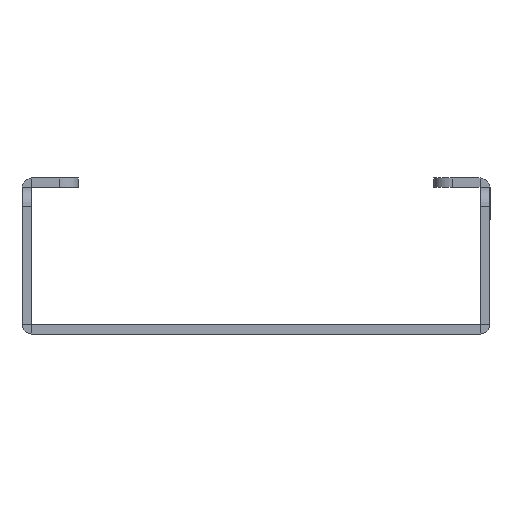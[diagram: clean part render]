
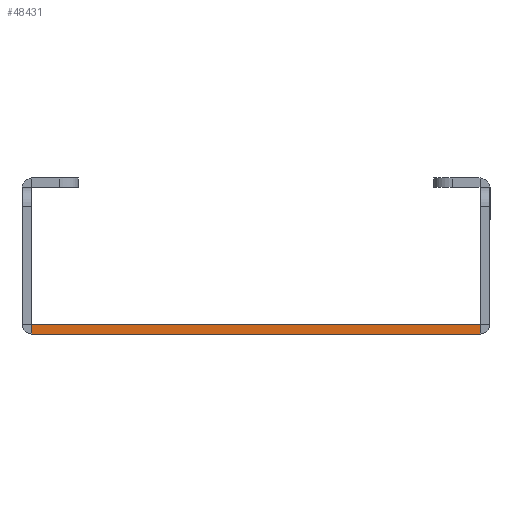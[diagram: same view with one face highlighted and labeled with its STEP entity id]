
A CAD part, left-side view. The second image highlights one B-rep face of the part: STEP entity #48431.
In plain terms, the highlighted planar face has unit normal (-1, 0, 0).
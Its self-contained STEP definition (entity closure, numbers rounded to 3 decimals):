
#11605 = EDGE_CURVE ( 'NONE', #51759, #51758, #18599, .T. ) ;
#18286 = CARTESIAN_POINT ( 'NONE',  ( -748.5, 36., 0. ) ) ;
#18289 = DIRECTION ( 'NONE',  ( 0., -1., 0. ) ) ;
#18599 = LINE ( 'NONE', #18286, #18618 ) ;
#18618 = VECTOR ( 'NONE', #18289, 1000. ) ;
#29744 = AXIS2_PLACEMENT_3D ( 'NONE', #30778, #30788, #30789 ) ;
#30462 = FACE_OUTER_BOUND ( 'NONE', #50698, .T. ) ;
#30778 = CARTESIAN_POINT ( 'NONE',  ( -748.5, 36., 1.5 ) ) ;
#30783 = PLANE ( 'NONE',  #29744 ) ;
#30788 = DIRECTION ( 'NONE',  ( 1., 0., 0. ) ) ;
#30789 = DIRECTION ( 'NONE',  ( 0., 0., -1. ) ) ;
#36634 = CARTESIAN_POINT ( 'NONE',  ( -748.5, -35.9, 0. ) ) ;
#36635 = CARTESIAN_POINT ( 'NONE',  ( -748.5, 35.9, 0. ) ) ;
#38652 = CARTESIAN_POINT ( 'NONE',  ( -748.5, 35.9, 1.5 ) ) ;
#38653 = CARTESIAN_POINT ( 'NONE',  ( -748.5, -35.9, 1.5 ) ) ;
#42249 = CARTESIAN_POINT ( 'NONE',  ( -748.5, 36., 1.5 ) ) ;
#42250 = DIRECTION ( 'NONE',  ( 0., -1., 0. ) ) ;
#42444 = LINE ( 'NONE', #42249, #42445 ) ;
#42445 = VECTOR ( 'NONE', #42250, 1000. ) ;
#45685 = CARTESIAN_POINT ( 'NONE',  ( -748.5, 35.9, 1.5 ) ) ;
#45686 = DIRECTION ( 'NONE',  ( 0., 0., -1. ) ) ;
#45696 = CARTESIAN_POINT ( 'NONE',  ( -748.5, -35.9, 1.5 ) ) ;
#45697 = DIRECTION ( 'NONE',  ( 0., 0., -1. ) ) ;
#46430 = LINE ( 'NONE', #45685, #46438 ) ;
#46438 = VECTOR ( 'NONE', #45686, 1000. ) ;
#46444 = LINE ( 'NONE', #45696, #46445 ) ;
#46445 = VECTOR ( 'NONE', #45697, 1000. ) ;
#48431 = ADVANCED_FACE ( 'NONE', ( #30462 ), #30783, .F. ) ;
#50698 = EDGE_LOOP ( 'NONE', ( #56732, #56734, #56736, #56738 ) ) ;
#51758 = VERTEX_POINT ( 'NONE', #36634 ) ;
#51759 = VERTEX_POINT ( 'NONE', #36635 ) ;
#52931 = VERTEX_POINT ( 'NONE', #38652 ) ;
#52932 = VERTEX_POINT ( 'NONE', #38653 ) ;
#56732 = ORIENTED_EDGE ( 'NONE', *, *, #61999, .F. ) ;
#56734 = ORIENTED_EDGE ( 'NONE', *, *, #60731, .F. ) ;
#56736 = ORIENTED_EDGE ( 'NONE', *, *, #61990, .T. ) ;
#56738 = ORIENTED_EDGE ( 'NONE', *, *, #11605, .T. ) ;
#60731 = EDGE_CURVE ( 'NONE', #52931, #52932, #42444, .T. ) ;
#61990 = EDGE_CURVE ( 'NONE', #52931, #51759, #46430, .T. ) ;
#61999 = EDGE_CURVE ( 'NONE', #52932, #51758, #46444, .T. ) ;
